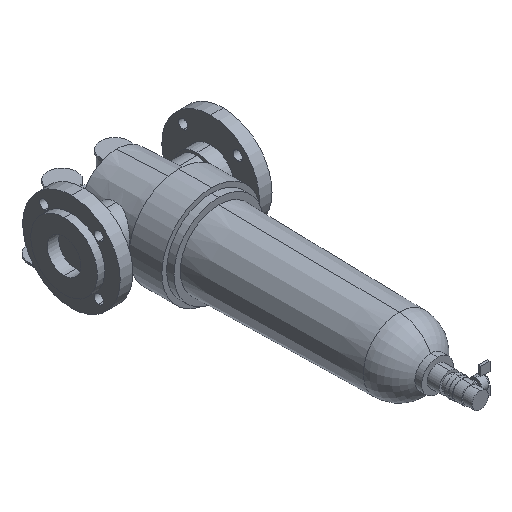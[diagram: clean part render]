
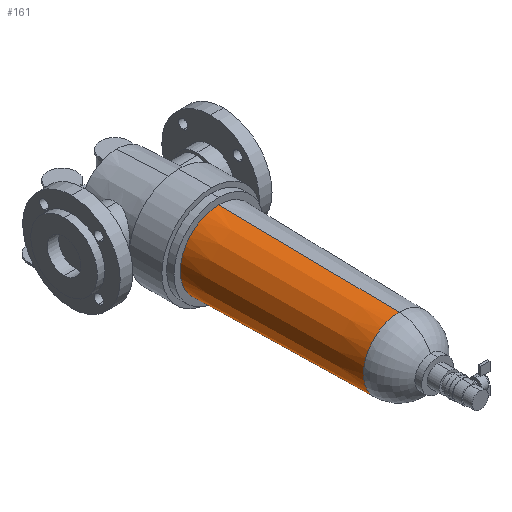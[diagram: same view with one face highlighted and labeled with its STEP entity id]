
A CAD part, isometric view. The second image highlights one B-rep face of the part: STEP entity #161.
In plain terms, the highlighted conical face has half-angle 0.921 degrees and reference radius 73 mm.
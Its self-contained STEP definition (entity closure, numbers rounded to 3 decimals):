
#161 = ADVANCED_FACE ( 'NONE', ( #7446 ), #881, .T. ) ;
#239 = VERTEX_POINT ( 'NONE', #3409 ) ;
#449 = VERTEX_POINT ( 'NONE', #2711 ) ;
#463 = CARTESIAN_POINT ( 'NONE',  ( 0., -135.5, 73. ) ) ;
#506 = DIRECTION ( 'NONE',  ( 0., -1., 0. ) ) ;
#617 = LINE ( 'NONE', #5978, #4167 ) ;
#647 = VERTEX_POINT ( 'NONE', #5701 ) ;
#739 = CIRCLE ( 'NONE', #1221, 73. ) ;
#881 = CONICAL_SURFACE ( 'NONE', #7667, 73., 0.016 ) ;
#1085 = EDGE_CURVE ( 'NONE', #647, #239, #6651, .T. ) ;
#1221 = AXIS2_PLACEMENT_3D ( 'NONE', #2076, #506, #4585 ) ;
#1657 = AXIS2_PLACEMENT_3D ( 'NONE', #4388, #4403, #4577 ) ;
#1874 = ORIENTED_EDGE ( 'NONE', *, *, #2482, .T. ) ;
#2076 = CARTESIAN_POINT ( 'NONE',  ( 0., -135.5, 0. ) ) ;
#2109 = EDGE_CURVE ( 'NONE', #647, #449, #7102, .T. ) ;
#2319 = EDGE_CURVE ( 'NONE', #239, #5817, #617, .T. ) ;
#2482 = EDGE_CURVE ( 'NONE', #449, #5817, #739, .T. ) ;
#2509 = ORIENTED_EDGE ( 'NONE', *, *, #1085, .F. ) ;
#2711 = CARTESIAN_POINT ( 'NONE',  ( 0., -135.5, 73. ) ) ;
#3409 = CARTESIAN_POINT ( 'NONE',  ( 0., -477.5, -67.5 ) ) ;
#3565 = CARTESIAN_POINT ( 'NONE',  ( 0., -135.5, 0. ) ) ;
#3581 = DIRECTION ( 'NONE',  ( 0., 0., 1. ) ) ;
#3767 = VECTOR ( 'NONE', #5621, 1000. ) ;
#4167 = VECTOR ( 'NONE', #7595, 1000. ) ;
#4388 = CARTESIAN_POINT ( 'NONE',  ( 0., -477.5, 0. ) ) ;
#4403 = DIRECTION ( 'NONE',  ( 0., -1., 0. ) ) ;
#4577 = DIRECTION ( 'NONE',  ( 0., 0., -1. ) ) ;
#4585 = DIRECTION ( 'NONE',  ( 0., 0., -1. ) ) ;
#5589 = ORIENTED_EDGE ( 'NONE', *, *, #2109, .T. ) ;
#5621 = DIRECTION ( 'NONE',  ( 0., 1., 0.016 ) ) ;
#5701 = CARTESIAN_POINT ( 'NONE',  ( 0., -477.5, 67.5 ) ) ;
#5814 = CARTESIAN_POINT ( 'NONE',  ( 0., -135.5, -73. ) ) ;
#5817 = VERTEX_POINT ( 'NONE', #5814 ) ;
#5978 = CARTESIAN_POINT ( 'NONE',  ( 0., -135.5, -73. ) ) ;
#6448 = EDGE_LOOP ( 'NONE', ( #7134, #2509, #5589, #1874 ) ) ;
#6651 = CIRCLE ( 'NONE', #1657, 67.5 ) ;
#6808 = DIRECTION ( 'NONE',  ( 0., 1., 0. ) ) ;
#7102 = LINE ( 'NONE', #463, #3767 ) ;
#7134 = ORIENTED_EDGE ( 'NONE', *, *, #2319, .F. ) ;
#7446 = FACE_OUTER_BOUND ( 'NONE', #6448, .T. ) ;
#7595 = DIRECTION ( 'NONE',  ( 0., 1., -0.016 ) ) ;
#7667 = AXIS2_PLACEMENT_3D ( 'NONE', #3565, #6808, #3581 ) ;
